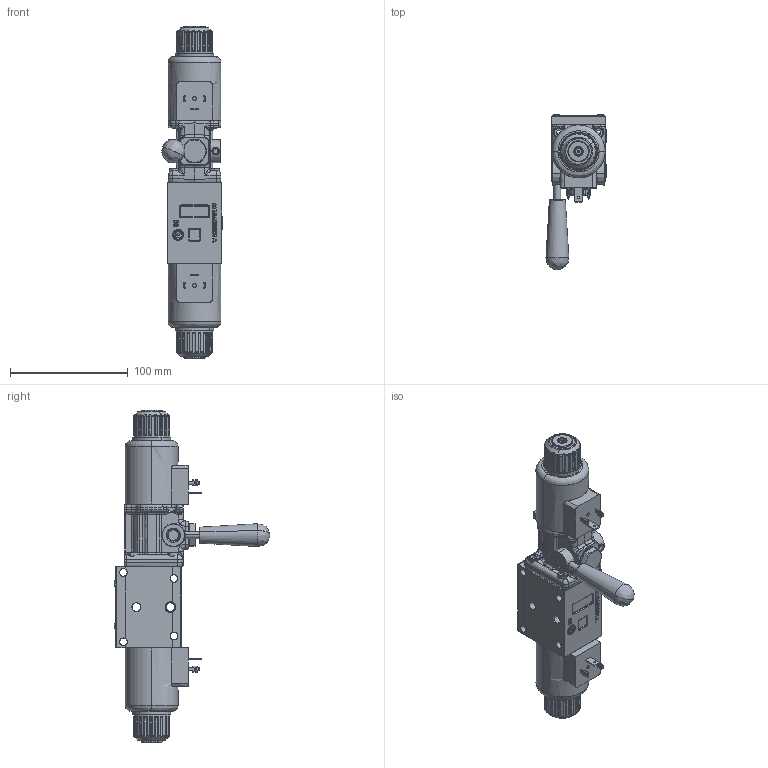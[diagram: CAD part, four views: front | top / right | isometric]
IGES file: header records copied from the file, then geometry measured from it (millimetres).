
Start section: SolidWorks IGES file using analytic representation for surfaces
Global section: file name: CX3CA--N--LR2.igs; native system: SolidWorks 2014; preprocessor: SolidWorks 2014; author: serviziopdm; date: 150423.091114; units: millimetre
Bounding box: 51.16 x 132.3 x 282.5 mm (x, y, z)
Surface area: 84936.2 mm2 (no closed solid volume)
Topology: 0 solids, 0 shells, 1222 faces, 19517 edges, 19487 vertices
Faces by surface type: bspline 682, revolution 540
